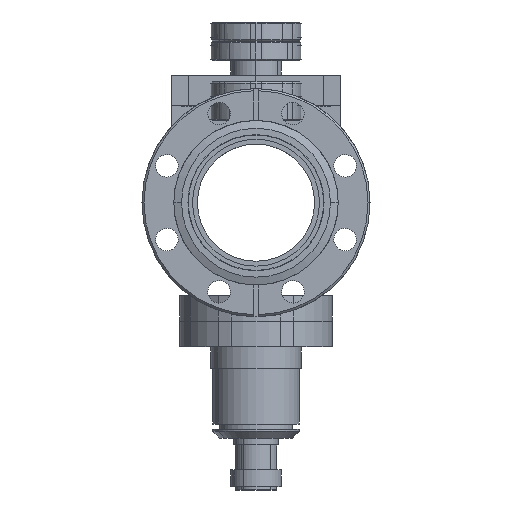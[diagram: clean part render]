
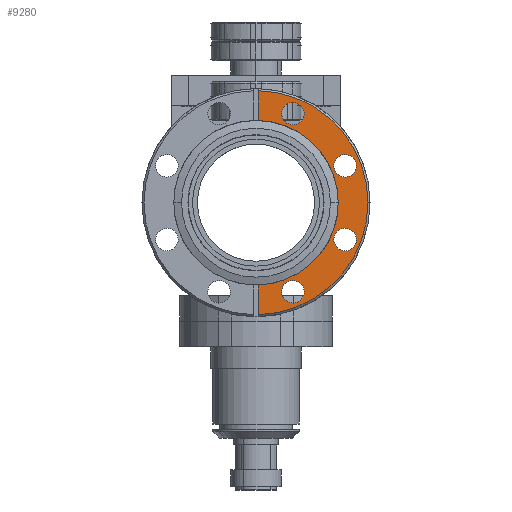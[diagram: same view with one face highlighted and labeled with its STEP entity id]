
A CAD part, left-side view. The second image highlights one B-rep face of the part: STEP entity #9280.
In plain terms, the highlighted face is planar.
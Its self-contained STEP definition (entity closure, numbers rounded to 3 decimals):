
#8190=CARTESIAN_POINT('',(36.83,0.,0.));
#8200=DIRECTION('',(0.,1.,0.));
#8210=DIRECTION('',(1.,0.,0.));
#8220=AXIS2_PLACEMENT_3D('',#8190,#8200,#8210);
#8230=PLANE('',#8220);
#8240=CARTESIAN_POINT('',(0.794,0.,0.));
#8250=DIRECTION('',(0.,0.,-1.));
#8260=VECTOR('',#8250,1.);
#8270=LINE('',#8240,#8260);
#8280=CARTESIAN_POINT('',(0.794,0.,42.03));
#8290=VERTEX_POINT('',#8280);
#8300=CARTESIAN_POINT('',(0.794,0.,
30.851));
#8310=VERTEX_POINT('',#8300);
#8320=EDGE_CURVE('',#8290,#8310,#8270,.T.);
#8330=ORIENTED_EDGE('',*,*,#8320,.F.);
#8340=CARTESIAN_POINT('',(0.,0.,0.));
#8350=DIRECTION('',(0.,1.,0.));
#8360=DIRECTION('',(1.,0.,0.));
#8370=AXIS2_PLACEMENT_3D('',#8340,#8350,#8360);
#8380=CIRCLE('',#8370,30.861);
#8390=CARTESIAN_POINT('',(30.861,0.,0.));
#8400=VERTEX_POINT('',#8390);
#8410=EDGE_CURVE('',#8310,#8400,#8380,.T.);
#8420=ORIENTED_EDGE('',*,*,#8410,.F.);
#8430=CARTESIAN_POINT('',(0.794,0.,-30.851
));
#8440=VERTEX_POINT('',#8430);
#8450=EDGE_CURVE('',#8400,#8440,#8380,.T.);
#8460=ORIENTED_EDGE('',*,*,#8450,.F.);
#8470=CARTESIAN_POINT('',(0.794,0.,0.));
#8480=DIRECTION('',(0.,0.,-1.));
#8490=VECTOR('',#8480,1.);
#8500=LINE('',#8470,#8490);
#8510=CARTESIAN_POINT('',(0.794,0.,-42.03));
#8520=VERTEX_POINT('',#8510);
#8530=EDGE_CURVE('',#8440,#8520,#8500,.T.);
#8540=ORIENTED_EDGE('',*,*,#8530,.F.);
#8550=CARTESIAN_POINT('',(0.,0.,0.));
#8560=DIRECTION('',(0.,-1.,0.));
#8570=DIRECTION('',(-1.,0.,0.));
#8580=AXIS2_PLACEMENT_3D('',#8550,#8560,#8570);
#8590=CIRCLE('',#8580,42.037);
#8600=CARTESIAN_POINT('',(42.037,0.,0.));
#8610=VERTEX_POINT('',#8600);
#8620=EDGE_CURVE('',#8520,#8610,#8590,.T.);
#8630=ORIENTED_EDGE('',*,*,#8620,.F.);
#8640=EDGE_CURVE('',#8610,#8290,#8590,.T.);
#8650=ORIENTED_EDGE('',*,*,#8640,.F.);
#8660=EDGE_LOOP('',(#8650,#8630,#8540,#8460,#8420,#8330));
#8670=FACE_OUTER_BOUND('',#8660,.T.);
#8680=CARTESIAN_POINT('',(13.851,0.,33.44));
#8690=DIRECTION('',(0.,1.,0.));
#8700=DIRECTION('',(-0.924,0.,
0.383));
#8710=AXIS2_PLACEMENT_3D('',#8680,#8690,#8700);
#8720=CIRCLE('',#8710,4.216);
#8730=CARTESIAN_POINT('',(9.956,0.,35.053));
#8740=VERTEX_POINT('',#8730);
#8750=CARTESIAN_POINT('',(17.747,0.,31.826));
#8760=VERTEX_POINT('',#8750);
#8770=EDGE_CURVE('',#8740,#8760,#8720,.T.);
#8780=ORIENTED_EDGE('',*,*,#8770,.F.);
#8790=EDGE_CURVE('',#8760,#8740,#8720,.T.);
#8800=ORIENTED_EDGE('',*,*,#8790,.F.);
#8810=EDGE_LOOP('',(#8800,#8780));
#8820=FACE_BOUND('',#8810,.T.);
#8830=CARTESIAN_POINT('',(33.44,0.,-13.851));
#8840=DIRECTION('',(0.,1.,0.));
#8850=DIRECTION('',(0.383,0.,
0.924));
#8860=AXIS2_PLACEMENT_3D('',#8830,#8840,#8850);
#8870=CIRCLE('',#8860,4.216);
#8880=CARTESIAN_POINT('',(35.053,0.,-9.956));
#8890=VERTEX_POINT('',#8880);
#8900=CARTESIAN_POINT('',(31.826,0.,-17.747));
#8910=VERTEX_POINT('',#8900);
#8920=EDGE_CURVE('',#8890,#8910,#8870,.T.);
#8930=ORIENTED_EDGE('',*,*,#8920,.F.);
#8940=EDGE_CURVE('',#8910,#8890,#8870,.T.);
#8950=ORIENTED_EDGE('',*,*,#8940,.F.);
#8960=EDGE_LOOP('',(#8950,#8930));
#8970=FACE_BOUND('',#8960,.T.);
#8980=CARTESIAN_POINT('',(33.44,0.,13.851));
#8990=DIRECTION('',(0.,1.,0.));
#9000=DIRECTION('',(-0.383,0.,
0.924));
#9010=AXIS2_PLACEMENT_3D('',#8980,#8990,#9000);
#9020=CIRCLE('',#9010,4.216);
#9030=CARTESIAN_POINT('',(31.826,0.,17.747));
#9040=VERTEX_POINT('',#9030);
#9050=CARTESIAN_POINT('',(35.053,0.,9.956));
#9060=VERTEX_POINT('',#9050);
#9070=EDGE_CURVE('',#9040,#9060,#9020,.T.);
#9080=ORIENTED_EDGE('',*,*,#9070,.F.);
#9090=EDGE_CURVE('',#9060,#9040,#9020,.T.);
#9100=ORIENTED_EDGE('',*,*,#9090,.F.);
#9110=EDGE_LOOP('',(#9100,#9080));
#9120=FACE_BOUND('',#9110,.T.);
#9130=CARTESIAN_POINT('',(13.851,0.,-33.44));
#9140=DIRECTION('',(0.,1.,0.));
#9150=DIRECTION('',(0.924,0.,
0.383));
#9160=AXIS2_PLACEMENT_3D('',#9130,#9140,#9150);
#9170=CIRCLE('',#9160,4.216);
#9180=CARTESIAN_POINT('',(17.747,0.,-31.826));
#9190=VERTEX_POINT('',#9180);
#9200=CARTESIAN_POINT('',(9.956,0.,-35.053));
#9210=VERTEX_POINT('',#9200);
#9220=EDGE_CURVE('',#9190,#9210,#9170,.T.);
#9230=ORIENTED_EDGE('',*,*,#9220,.F.);
#9240=EDGE_CURVE('',#9210,#9190,#9170,.T.);
#9250=ORIENTED_EDGE('',*,*,#9240,.F.);
#9260=EDGE_LOOP('',(#9250,#9230));
#9270=FACE_BOUND('',#9260,.T.);
#9280=ADVANCED_FACE('',(#8670,#8820,#8970,#9120,#9270),#8230,.T.);
